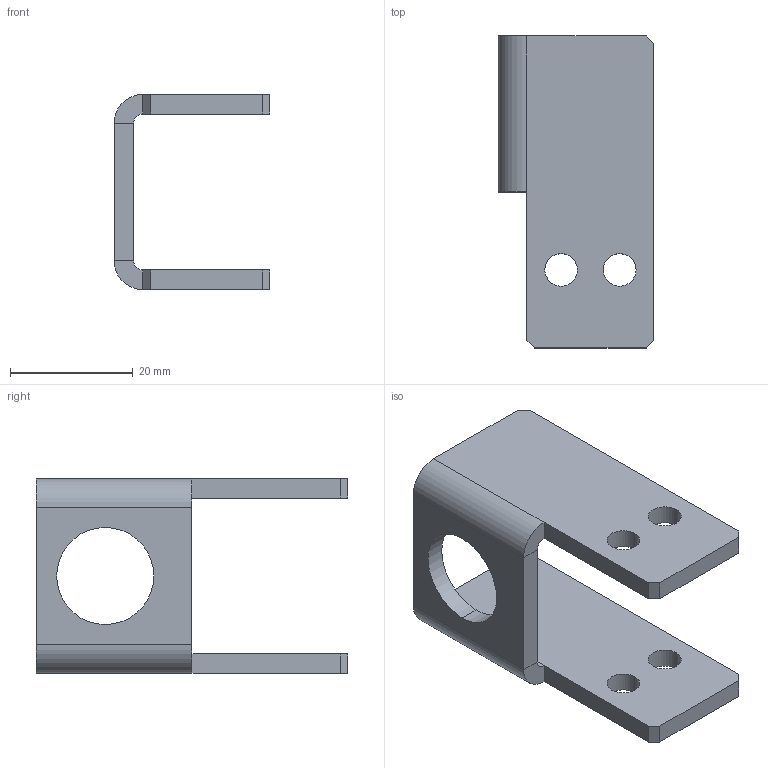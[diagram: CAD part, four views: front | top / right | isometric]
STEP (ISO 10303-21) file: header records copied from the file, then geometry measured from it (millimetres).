
FILE_DESCRIPTION (( 'STEP AP214' ), '1' );
FILE_NAME ('am-3065 Inline Cylinder Mount.STEP', '2014-12-22T15:09:09', ( '' ), ( '' ), 'SwSTEP 2.0', 'SolidWorks 2014', '' );
FILE_SCHEMA (( 'AUTOMOTIVE_DESIGN' ));
Length unit declared in the file: inch
Products named in the file (1): am-3065 Inline Cylinder Mount
Bounding box: 25.4 x 50.8 x 31.75 mm (x, y, z)
Volume: 8346 mm3; surface area: 6564.5 mm2
Topology: 1 solids, 1 shells, 40 faces, 98 edges, 60 vertices
Faces by surface type: plane 26, cylinder 14
Entity records: 1222 total; most frequent: DIRECTION 208, CARTESIAN_POINT 199, ORIENTED_EDGE 196, EDGE_CURVE 98, VECTOR 70, LINE 70, AXIS2_PLACEMENT_3D 69, VERTEX_POINT 60
